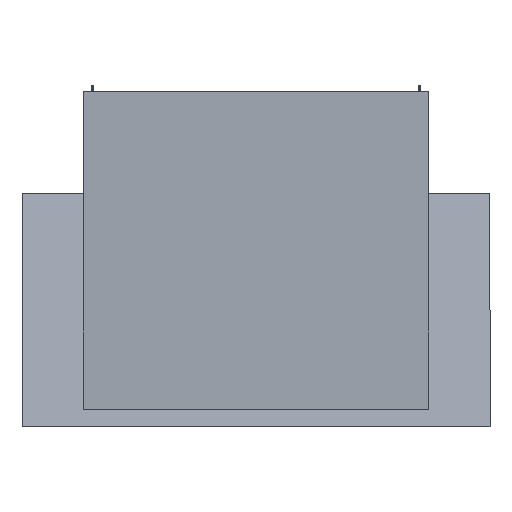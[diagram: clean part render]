
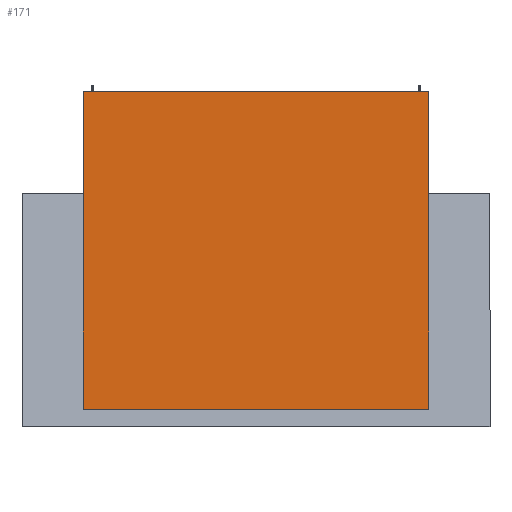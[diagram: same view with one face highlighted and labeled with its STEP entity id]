
A CAD part, top view. The second image highlights one B-rep face of the part: STEP entity #171.
In plain terms, the highlighted planar face has unit normal (0, 0, 1).
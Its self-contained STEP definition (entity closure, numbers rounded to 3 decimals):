
#112 = EDGE_CURVE ( 'NONE', #136, #113, #527, .T. ) ;
#113 = VERTEX_POINT ( 'NONE', #519 ) ;
#136 = VERTEX_POINT ( 'NONE', #545 ) ;
#143 = VERTEX_POINT ( 'NONE', #534 ) ;
#145 = EDGE_CURVE ( 'NONE', #143, #136, #533, .T. ) ;
#167 = VERTEX_POINT ( 'NONE', #619 ) ;
#169 = EDGE_CURVE ( 'NONE', #143, #167, #618, .T. ) ;
#171 = ADVANCED_FACE ( 'NONE', ( #614 ), #613, .F. ) ;
#172 = EDGE_LOOP ( 'NONE', ( #173, #174, #228, #229 ) ) ;
#173 = ORIENTED_EDGE ( 'NONE', *, *, #169, .T. ) ;
#174 = ORIENTED_EDGE ( 'NONE', *, *, #227, .F. ) ;
#227 = EDGE_CURVE ( 'NONE', #113, #167, #718, .T. ) ;
#228 = ORIENTED_EDGE ( 'NONE', *, *, #112, .F. ) ;
#229 = ORIENTED_EDGE ( 'NONE', *, *, #145, .F. ) ;
#519 = CARTESIAN_POINT ( 'NONE',  ( 422.5, -487.861, 845. ) ) ;
#520 = DIRECTION ( 'NONE',  ( 0., -1., 0. ) ) ;
#521 = VECTOR ( 'NONE', #520, 1000. ) ;
#522 = CARTESIAN_POINT ( 'NONE',  ( 422.5, 290., 845. ) ) ;
#527 = LINE ( 'NONE', #522, #521 ) ;
#530 = DIRECTION ( 'NONE',  ( 1., 0., 0. ) ) ;
#531 = VECTOR ( 'NONE', #530, 1000. ) ;
#532 = CARTESIAN_POINT ( 'NONE',  ( 422.5, 290., 845. ) ) ;
#533 = LINE ( 'NONE', #532, #531 ) ;
#534 = CARTESIAN_POINT ( 'NONE',  ( -422.5, 290., 845. ) ) ;
#545 = CARTESIAN_POINT ( 'NONE',  ( 422.5, 290., 845. ) ) ;
#609 = DIRECTION ( 'NONE',  ( -1., 0., 0. ) ) ;
#610 = DIRECTION ( 'NONE',  ( 0., 0., -1. ) ) ;
#611 = CARTESIAN_POINT ( 'NONE',  ( 422.5, 290., 845. ) ) ;
#612 = AXIS2_PLACEMENT_3D ( 'NONE', #611, #610, #609 ) ;
#613 = PLANE ( 'NONE',  #612 ) ;
#614 = FACE_OUTER_BOUND ( 'NONE', #172, .T. ) ;
#615 = DIRECTION ( 'NONE',  ( 0., -1., 0. ) ) ;
#616 = VECTOR ( 'NONE', #615, 1000. ) ;
#617 = CARTESIAN_POINT ( 'NONE',  ( -422.5, 290., 845. ) ) ;
#618 = LINE ( 'NONE', #617, #616 ) ;
#619 = CARTESIAN_POINT ( 'NONE',  ( -422.5, -487.861, 845. ) ) ;
#715 = DIRECTION ( 'NONE',  ( -1., 0., 0. ) ) ;
#716 = VECTOR ( 'NONE', #715, 1000. ) ;
#717 = CARTESIAN_POINT ( 'NONE',  ( 422.5, -487.861, 845. ) ) ;
#718 = LINE ( 'NONE', #717, #716 ) ;
